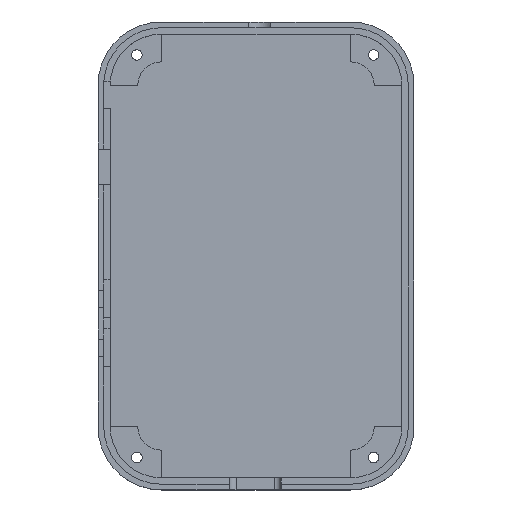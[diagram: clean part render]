
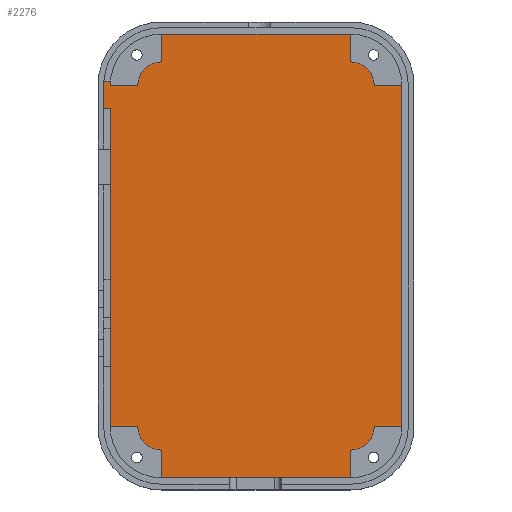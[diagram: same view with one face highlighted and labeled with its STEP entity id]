
A CAD part, top view. The second image highlights one B-rep face of the part: STEP entity #2276.
In plain terms, the highlighted planar face has unit normal (0, 0, 1).
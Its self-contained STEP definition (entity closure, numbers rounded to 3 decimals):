
#1339 = VERTEX_POINT('',#1340);
#1340 = CARTESIAN_POINT('',(-26.4,26.65,1.65));
#1400 = VERTEX_POINT('',#1401);
#1401 = CARTESIAN_POINT('',(-26.4,-30.85,1.65));
#1407 = EDGE_CURVE('',#1339,#1400,#1408,.T.);
#1408 = LINE('',#1409,#1410);
#1409 = CARTESIAN_POINT('',(-26.4,30.85,1.65));
#1410 = VECTOR('',#1411,1.);
#1411 = DIRECTION('',(0.,-1.,0.));
#1573 = VERTEX_POINT('',#1574);
#1574 = CARTESIAN_POINT('',(-26.4,31.55,1.65));
#1582 = EDGE_CURVE('',#1573,#1583,#1585,.T.);
#1583 = VERTEX_POINT('',#1584);
#1584 = CARTESIAN_POINT('',(-27.6,31.55,1.65));
#1585 = LINE('',#1586,#1587);
#1586 = CARTESIAN_POINT('',(-26.4,31.55,1.65));
#1587 = VECTOR('',#1588,1.);
#1588 = DIRECTION('',(-1.,-0.,-0.));
#1615 = VERTEX_POINT('',#1616);
#1616 = CARTESIAN_POINT('',(-27.6,26.65,1.65));
#1622 = EDGE_CURVE('',#1615,#1583,#1623,.T.);
#1623 = LINE('',#1624,#1625);
#1624 = CARTESIAN_POINT('',(-27.6,26.65,1.65));
#1625 = VECTOR('',#1626,1.);
#1626 = DIRECTION('',(0.,1.,0.));
#1641 = EDGE_CURVE('',#1339,#1615,#1642,.T.);
#1642 = LINE('',#1643,#1644);
#1643 = CARTESIAN_POINT('',(-26.4,26.65,1.65));
#1644 = VECTOR('',#1645,1.);
#1645 = DIRECTION('',(-1.,-0.,-0.));
#2227 = VERTEX_POINT('',#2228);
#2228 = CARTESIAN_POINT('',(17.1,-40.15,1.65));
#2234 = EDGE_CURVE('',#2235,#2227,#2237,.T.);
#2235 = VERTEX_POINT('',#2236);
#2236 = CARTESIAN_POINT('',(-17.1,-40.15,1.65));
#2237 = LINE('',#2238,#2239);
#2238 = CARTESIAN_POINT('',(-17.1,-40.15,1.65));
#2239 = VECTOR('',#2240,1.);
#2240 = DIRECTION('',(1.,0.,0.));
#2276 = ADVANCED_FACE('',(#2277),#2404,.T.);
#2277 = FACE_BOUND('',#2278,.T.);
#2278 = EDGE_LOOP('',(#2279,#2289,#2295,#2296,#2297,#2298,#2299,#2307,
    #2316,#2322,#2323,#2331,#2340,#2348,#2356,#2364,#2373,#2381,#2389,
    #2397));
#2279 = ORIENTED_EDGE('',*,*,#2280,.T.);
#2280 = EDGE_CURVE('',#2281,#2283,#2285,.T.);
#2281 = VERTEX_POINT('',#2282);
#2282 = CARTESIAN_POINT('',(-21.4,30.85,1.65));
#2283 = VERTEX_POINT('',#2284);
#2284 = CARTESIAN_POINT('',(-26.4,30.85,1.65));
#2285 = LINE('',#2286,#2287);
#2286 = CARTESIAN_POINT('',(-21.4,30.85,1.65));
#2287 = VECTOR('',#2288,1.);
#2288 = DIRECTION('',(-1.,0.,0.));
#2289 = ORIENTED_EDGE('',*,*,#2290,.T.);
#2290 = EDGE_CURVE('',#2283,#1573,#2291,.T.);
#2291 = LINE('',#2292,#2293);
#2292 = CARTESIAN_POINT('',(-26.4,26.65,1.65));
#2293 = VECTOR('',#2294,1.);
#2294 = DIRECTION('',(0.,1.,0.));
#2295 = ORIENTED_EDGE('',*,*,#1582,.T.);
#2296 = ORIENTED_EDGE('',*,*,#1622,.F.);
#2297 = ORIENTED_EDGE('',*,*,#1641,.F.);
#2298 = ORIENTED_EDGE('',*,*,#1407,.T.);
#2299 = ORIENTED_EDGE('',*,*,#2300,.F.);
#2300 = EDGE_CURVE('',#2301,#1400,#2303,.T.);
#2301 = VERTEX_POINT('',#2302);
#2302 = CARTESIAN_POINT('',(-21.4,-30.85,1.65));
#2303 = LINE('',#2304,#2305);
#2304 = CARTESIAN_POINT('',(-21.4,-30.85,1.65));
#2305 = VECTOR('',#2306,1.);
#2306 = DIRECTION('',(-1.,0.,0.));
#2307 = ORIENTED_EDGE('',*,*,#2308,.T.);
#2308 = EDGE_CURVE('',#2301,#2309,#2311,.T.);
#2309 = VERTEX_POINT('',#2310);
#2310 = CARTESIAN_POINT('',(-17.1,-35.15,1.65));
#2311 = CIRCLE('',#2312,4.3);
#2312 = AXIS2_PLACEMENT_3D('',#2313,#2314,#2315);
#2313 = CARTESIAN_POINT('',(-17.1,-30.85,1.65));
#2314 = DIRECTION('',(0.,0.,1.));
#2315 = DIRECTION('',(1.,0.,0.));
#2316 = ORIENTED_EDGE('',*,*,#2317,.T.);
#2317 = EDGE_CURVE('',#2309,#2235,#2318,.T.);
#2318 = LINE('',#2319,#2320);
#2319 = CARTESIAN_POINT('',(-17.1,-35.15,1.65));
#2320 = VECTOR('',#2321,1.);
#2321 = DIRECTION('',(0.,-1.,0.));
#2322 = ORIENTED_EDGE('',*,*,#2234,.T.);
#2323 = ORIENTED_EDGE('',*,*,#2324,.F.);
#2324 = EDGE_CURVE('',#2325,#2227,#2327,.T.);
#2325 = VERTEX_POINT('',#2326);
#2326 = CARTESIAN_POINT('',(17.1,-35.15,1.65));
#2327 = LINE('',#2328,#2329);
#2328 = CARTESIAN_POINT('',(17.1,-35.15,1.65));
#2329 = VECTOR('',#2330,1.);
#2330 = DIRECTION('',(0.,-1.,0.));
#2331 = ORIENTED_EDGE('',*,*,#2332,.T.);
#2332 = EDGE_CURVE('',#2325,#2333,#2335,.T.);
#2333 = VERTEX_POINT('',#2334);
#2334 = CARTESIAN_POINT('',(21.4,-30.85,1.65));
#2335 = CIRCLE('',#2336,4.3);
#2336 = AXIS2_PLACEMENT_3D('',#2337,#2338,#2339);
#2337 = CARTESIAN_POINT('',(17.1,-30.85,1.65));
#2338 = DIRECTION('',(0.,0.,1.));
#2339 = DIRECTION('',(1.,0.,0.));
#2340 = ORIENTED_EDGE('',*,*,#2341,.T.);
#2341 = EDGE_CURVE('',#2333,#2342,#2344,.T.);
#2342 = VERTEX_POINT('',#2343);
#2343 = CARTESIAN_POINT('',(26.4,-30.85,1.65));
#2344 = LINE('',#2345,#2346);
#2345 = CARTESIAN_POINT('',(21.4,-30.85,1.65));
#2346 = VECTOR('',#2347,1.);
#2347 = DIRECTION('',(1.,0.,0.));
#2348 = ORIENTED_EDGE('',*,*,#2349,.T.);
#2349 = EDGE_CURVE('',#2342,#2350,#2352,.T.);
#2350 = VERTEX_POINT('',#2351);
#2351 = CARTESIAN_POINT('',(26.4,30.85,1.65));
#2352 = LINE('',#2353,#2354);
#2353 = CARTESIAN_POINT('',(26.4,-30.85,1.65));
#2354 = VECTOR('',#2355,1.);
#2355 = DIRECTION('',(0.,1.,0.));
#2356 = ORIENTED_EDGE('',*,*,#2357,.T.);
#2357 = EDGE_CURVE('',#2350,#2358,#2360,.T.);
#2358 = VERTEX_POINT('',#2359);
#2359 = CARTESIAN_POINT('',(21.4,30.85,1.65));
#2360 = LINE('',#2361,#2362);
#2361 = CARTESIAN_POINT('',(26.4,30.85,1.65));
#2362 = VECTOR('',#2363,1.);
#2363 = DIRECTION('',(-1.,0.,0.));
#2364 = ORIENTED_EDGE('',*,*,#2365,.T.);
#2365 = EDGE_CURVE('',#2358,#2366,#2368,.T.);
#2366 = VERTEX_POINT('',#2367);
#2367 = CARTESIAN_POINT('',(17.1,35.15,1.65));
#2368 = CIRCLE('',#2369,4.3);
#2369 = AXIS2_PLACEMENT_3D('',#2370,#2371,#2372);
#2370 = CARTESIAN_POINT('',(17.1,30.85,1.65));
#2371 = DIRECTION('',(0.,0.,1.));
#2372 = DIRECTION('',(1.,0.,0.));
#2373 = ORIENTED_EDGE('',*,*,#2374,.F.);
#2374 = EDGE_CURVE('',#2375,#2366,#2377,.T.);
#2375 = VERTEX_POINT('',#2376);
#2376 = CARTESIAN_POINT('',(17.1,40.15,1.65));
#2377 = LINE('',#2378,#2379);
#2378 = CARTESIAN_POINT('',(17.1,40.15,1.65));
#2379 = VECTOR('',#2380,1.);
#2380 = DIRECTION('',(0.,-1.,0.));
#2381 = ORIENTED_EDGE('',*,*,#2382,.T.);
#2382 = EDGE_CURVE('',#2375,#2383,#2385,.T.);
#2383 = VERTEX_POINT('',#2384);
#2384 = CARTESIAN_POINT('',(-17.1,40.15,1.65));
#2385 = LINE('',#2386,#2387);
#2386 = CARTESIAN_POINT('',(17.1,40.15,1.65));
#2387 = VECTOR('',#2388,1.);
#2388 = DIRECTION('',(-1.,0.,0.));
#2389 = ORIENTED_EDGE('',*,*,#2390,.F.);
#2390 = EDGE_CURVE('',#2391,#2383,#2393,.T.);
#2391 = VERTEX_POINT('',#2392);
#2392 = CARTESIAN_POINT('',(-17.1,35.15,1.65));
#2393 = LINE('',#2394,#2395);
#2394 = CARTESIAN_POINT('',(-17.1,35.15,1.65));
#2395 = VECTOR('',#2396,1.);
#2396 = DIRECTION('',(0.,1.,0.));
#2397 = ORIENTED_EDGE('',*,*,#2398,.T.);
#2398 = EDGE_CURVE('',#2391,#2281,#2399,.T.);
#2399 = CIRCLE('',#2400,4.3);
#2400 = AXIS2_PLACEMENT_3D('',#2401,#2402,#2403);
#2401 = CARTESIAN_POINT('',(-17.1,30.85,1.65));
#2402 = DIRECTION('',(0.,0.,1.));
#2403 = DIRECTION('',(1.,0.,0.));
#2404 = PLANE('',#2405);
#2405 = AXIS2_PLACEMENT_3D('',#2406,#2407,#2408);
#2406 = CARTESIAN_POINT('',(-0.41,0.433,1.65));
#2407 = DIRECTION('',(0.,0.,1.));
#2408 = DIRECTION('',(1.,0.,0.));
